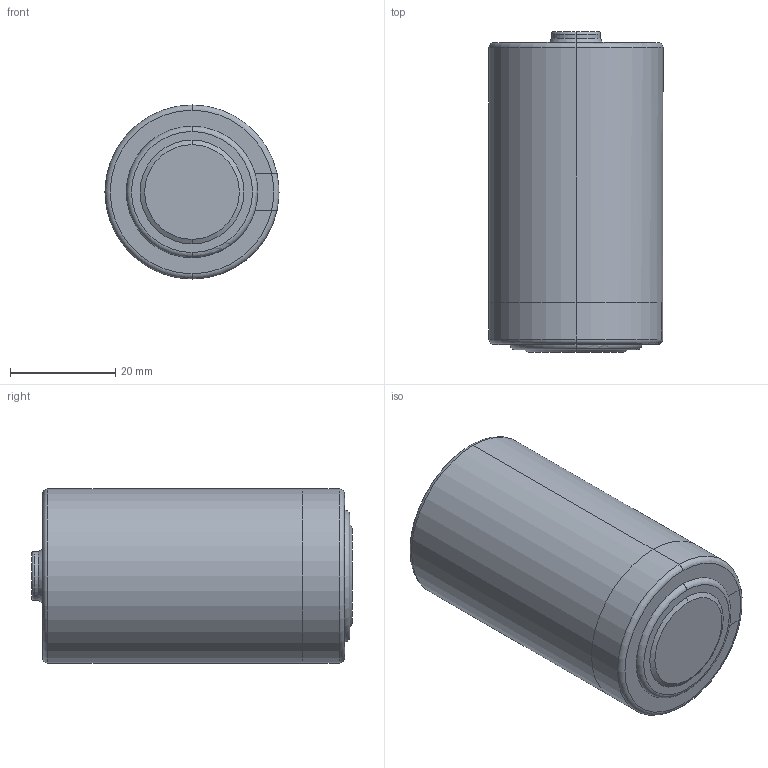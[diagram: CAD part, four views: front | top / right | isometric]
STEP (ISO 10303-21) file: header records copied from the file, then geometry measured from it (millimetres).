
FILE_DESCRIPTION (( 'STEP AP214' ), '1' );
FILE_NAME ('25AF7EAE-1B94-463E-A594-160BAACA9948.STEP', '2023-03-20T08:27:38', ( '' ), ( '' ), 'SwSTEP 2.0', 'SolidWorks 2022', '' );
FILE_SCHEMA (( 'AUTOMOTIVE_DESIGN' ));
Length unit declared in the file: millimetre
Products named in the file (1): 25AF7EAE-1B94-463E-A594-160BAACA9948
Bounding box: 33.1 x 61 x 33.1 mm (x, y, z)
Volume: 49834 mm3; surface area: 7776.6 mm2
Topology: 1 solids, 1 shells, 38 faces, 82 edges, 48 vertices
Faces by surface type: torus 16, plane 9, cylinder 7, cone 6
Entity records: 1490 total; most frequent: DIRECTION 218, CARTESIAN_POINT 187, ORIENTED_EDGE 164, AXIS2_PLACEMENT_3D 99, EDGE_CURVE 82, CIRCLE 60, VERTEX_POINT 48, EDGE_LOOP 40
